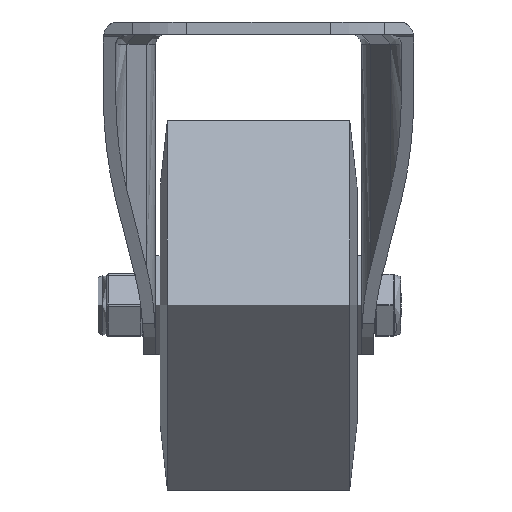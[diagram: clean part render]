
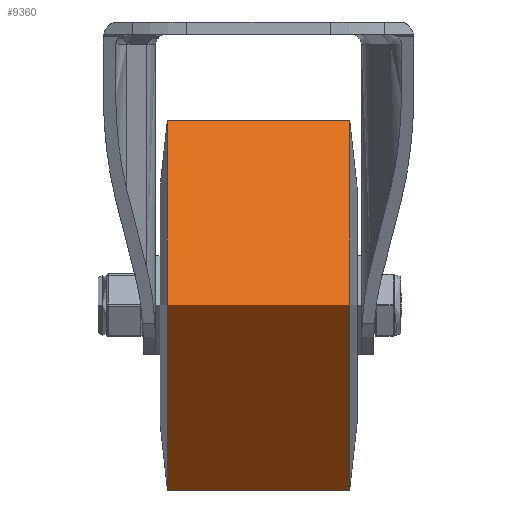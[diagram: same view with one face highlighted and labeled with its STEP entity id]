
A CAD part, left-side view. The second image highlights one B-rep face of the part: STEP entity #9360.
In plain terms, the highlighted cylindrical face has radius 37.5 mm (diameter 75 mm), a full revolution.
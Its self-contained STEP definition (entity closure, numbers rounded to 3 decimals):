
#891=FACE_OUTER_BOUND('',#1481,.T.);
#1481=EDGE_LOOP('',(#6787,#6788,#6789,#6790));
#2167=LINE('',#15266,#2706);
#2706=VECTOR('',#11579,37.5);
#3593=CIRCLE('',#10225,37.5);
#3595=CIRCLE('',#10228,37.5);
#4120=VERTEX_POINT('',#15259);
#4122=VERTEX_POINT('',#15265);
#5114=EDGE_CURVE('',#4120,#4120,#3593,.T.);
#5117=EDGE_CURVE('',#4120,#4122,#2167,.T.);
#5118=EDGE_CURVE('',#4122,#4122,#3595,.T.);
#6787=ORIENTED_EDGE('',*,*,#5114,.F.);
#6788=ORIENTED_EDGE('',*,*,#5117,.T.);
#6789=ORIENTED_EDGE('',*,*,#5118,.T.);
#6790=ORIENTED_EDGE('',*,*,#5117,.F.);
#9114=CYLINDRICAL_SURFACE('',#10227,37.5);
#9360=ADVANCED_FACE('',(#891),#9114,.T.);
#10225=AXIS2_PLACEMENT_3D('',#15260,#11572,#11573);
#10227=AXIS2_PLACEMENT_3D('',#15264,#11577,#11578);
#10228=AXIS2_PLACEMENT_3D('',#15267,#11580,#11581);
#11572=DIRECTION('center_axis',(0.,-1.,0.));
#11573=DIRECTION('ref_axis',(0.,0.,1.));
#11577=DIRECTION('center_axis',(0.,-1.,0.));
#11578=DIRECTION('ref_axis',(0.,0.,1.));
#11579=DIRECTION('',(0.,1.,0.));
#11580=DIRECTION('center_axis',(0.,-1.,0.));
#11581=DIRECTION('ref_axis',(0.,0.,1.));
#15259=CARTESIAN_POINT('',(0.,-18.5,-37.5));
#15260=CARTESIAN_POINT('Origin',(0.,-18.5,0.));
#15264=CARTESIAN_POINT('Origin',(0.,0.,0.));
#15265=CARTESIAN_POINT('',(0.,18.5,-37.5));
#15266=CARTESIAN_POINT('',(0.,0.,-37.5));
#15267=CARTESIAN_POINT('Origin',(0.,18.5,0.));
